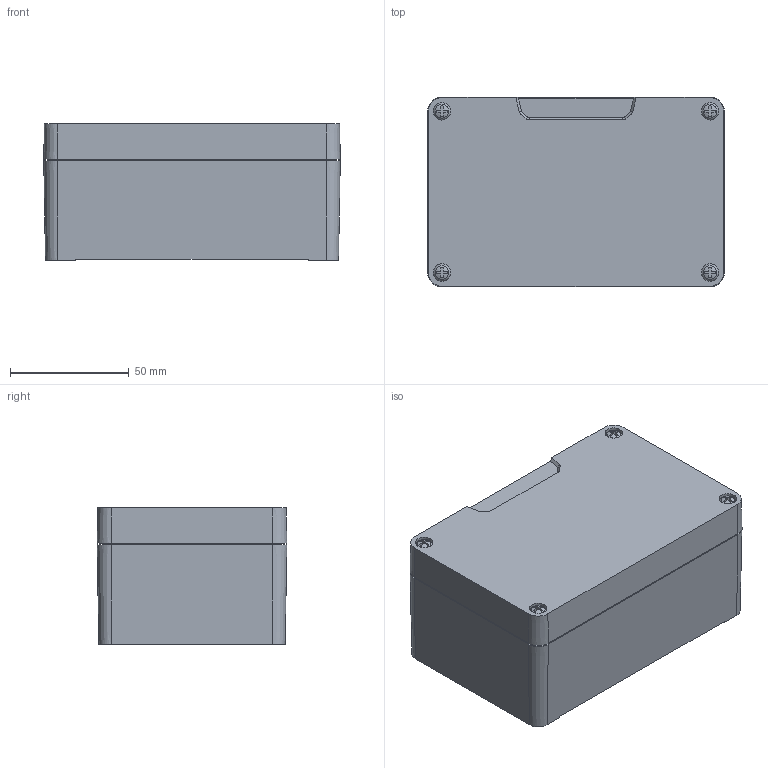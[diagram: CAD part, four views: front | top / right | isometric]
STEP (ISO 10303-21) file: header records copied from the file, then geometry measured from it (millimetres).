
FILE_DESCRIPTION( ( 'STEP AP203' ), '1' );
FILE_NAME( '9105.210.stp', '2020-01-03T10:39:08', ( '' ), ( '' ), ' ', 'PARTsolutions', ' ' );
FILE_SCHEMA( ( 'CONFIG_CONTROL_DESIGN' ) );
Length unit declared in the file: millimetre
Products named in the file (4): 9105.210; _9105.210_01; _9105.210_02; _9105.210_03
Assembly tree (6 placements, depth 2):
  9105.210
    _9105.210_01
    _9105.210_02
    _9105.210_03  x4
Bounding box: 125 x 80 x 57.56 mm (x, y, z)
Volume: 141598.2 mm3; surface area: 90860.4 mm2
Topology: 6 solids, 6 shells, 339 faces, 813 edges, 529 vertices
Faces by surface type: plane 154, cone 90, cylinder 87, sphere 4, torus 4
Full cylindrical faces by diameter (mm): 3.242 x13, 3.3 x4, 3.5 x4, 4 x4, 5 x1, 7.2 x4, 7.4 x4
Entity records: 7826 total; most frequent: DIRECTION 1419, CARTESIAN_POINT 1311, ORIENTED_EDGE 1168, EDGE_CURVE 584, AXIS2_PLACEMENT_3D 566, VERTEX_POINT 426, EDGE_LOOP 396, FACE_OUTER_BOUND 297
